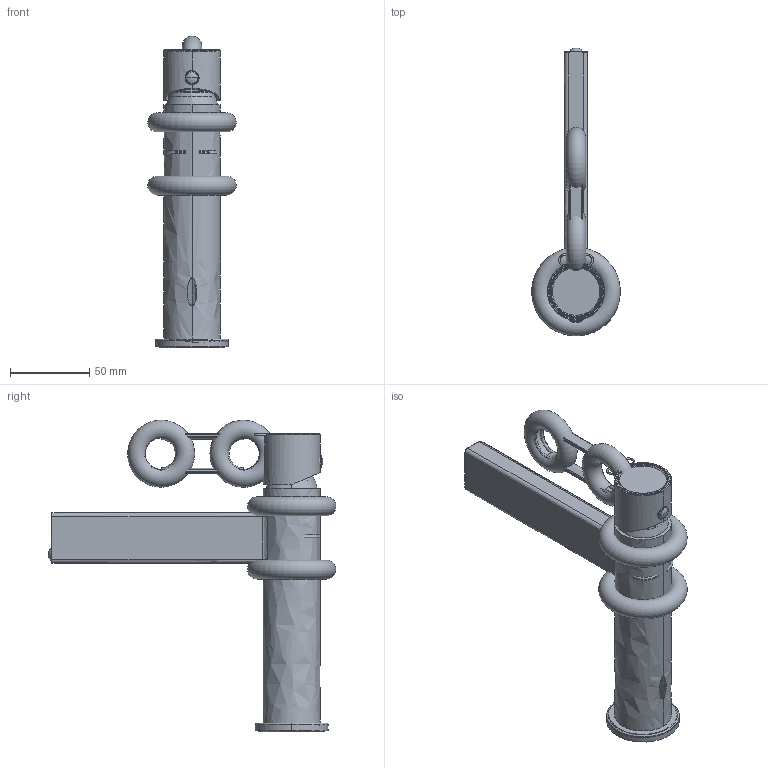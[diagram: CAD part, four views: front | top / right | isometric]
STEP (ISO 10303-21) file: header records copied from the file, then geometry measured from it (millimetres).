
FILE_DESCRIPTION((''),'2;1');
FILE_NAME('VBN168211_ASM','2020-06-30T',('fth20'),(''),'CREO PARAMETRIC BY PTC INC, 2015480','CREO PARAMETRIC BY PTC INC, 2015480','');
FILE_SCHEMA(('CONFIG_CONTROL_DESIGN'));
Products named in the file (18): 80T168211; J14261KD00; 8YG16482; 9ZG16482; 80P25VBN2; 8EM5X5; 80N81050; 8DZ16328; 8J42X25; 8BM8X090B_ASM; 80M32X08NP0-R01; 80M32X08NP0-R02; 80M32X08NP0-R03; 80M32X08NP0-R04; 80M32X08NP0-R05; 80M32X08NP0_ASM; 82T67067; VBN168211_ASM
Assembly tree (18 placements, depth 3):
  VBN168211_ASM
    80T168211
    J14261KD00
    8YG16482
    9ZG16482
    80P25VBN2
    8EM5X5
    80N81050
    8DZ16328
    8J42X25
    8BM8X090B_ASM
    80M32X08NP0_ASM
      80M32X08NP0-R01
      80M32X08NP0-R02
      80M32X08NP0-R03
      80M32X08NP0-R04
      80M32X08NP0-R05
    82T67067  x2
Bounding box: 55.94 x 182.01 x 196.91 mm (x, y, z)
Surface area: 109613.1 mm2 (no closed solid volume)
Topology: 0 solids, 0 shells, 2513 faces, 18222 edges, 18125 vertices
Faces by surface type: bspline 2406, torus 97, sphere 10
Entity records: 297058 total; most frequent: CARTESIAN_POINT 144437, DIRECTION 22855, TRIMMED_CURVE 20282, VECTOR 17993, LINE 17993, DEFINITIONAL_REPRESENTATION 17890, PCURVE 17890, COMPOSITE_CURVE_SEGMENT 17890
